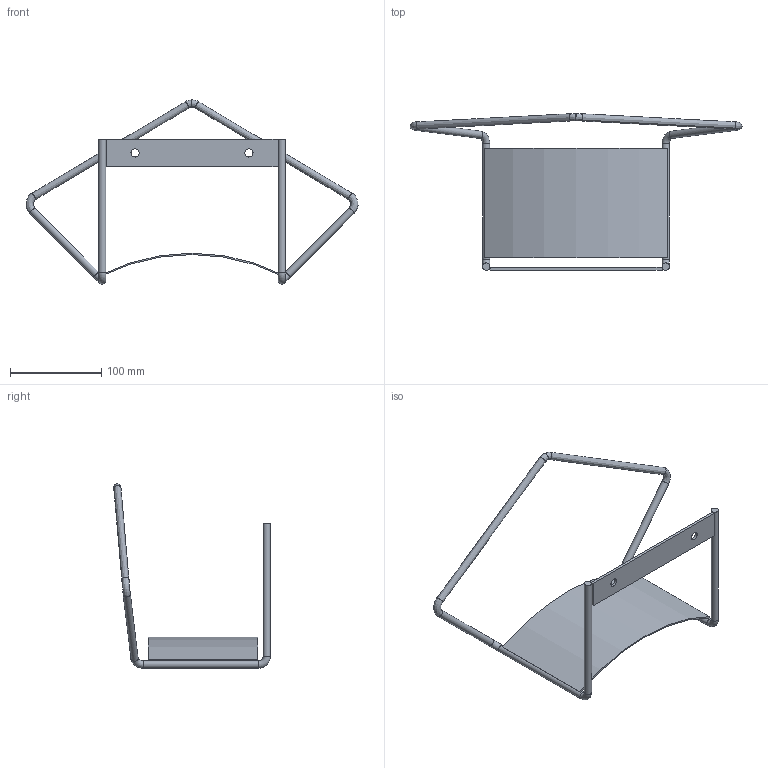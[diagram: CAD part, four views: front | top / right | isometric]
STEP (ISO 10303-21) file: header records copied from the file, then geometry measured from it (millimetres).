
FILE_DESCRIPTION(/* description */ ('Unknown'),/* implementation_level */ '2;1');
FILE_NAME(/* name */ '11006_Wandschlauchhalter',/* time_stamp */ '2021-01-28T11:58:59+01:00',/* author */ ('Unknown'),/* organization */ ('Unknown'),/* preprocessor_version */ 'ST-DEVELOPER v16.7',/* originating_system */ 'Solid Edge',/* authorisation */ 'Unknown');
FILE_SCHEMA (('AUTOMOTIVE_DESIGN {1 0 10303 214 3 1 1}'));
Length unit declared in the file: millimetre
Products named in the file (1): 50000011006_1_Wandschlauchhalter
Bounding box: 364.43 x 171.93 x 202.22 mm (x, y, z)
Volume: 116537.9 mm3; surface area: 95001.2 mm2
Topology: 3 solids, 3 shells, 34 faces, 70 edges, 42 vertices
Faces by surface type: plane 14, cylinder 10, bspline 6, torus 4
Full cylindrical faces by diameter (mm): 8 x6, 9 x2
Entity records: 2377 total; most frequent: CARTESIAN_POINT 1711, DIRECTION 133, ORIENTED_EDGE 96, EDGE_LOOP 56, FACE_BOUND 56, AXIS2_PLACEMENT_3D 56, EDGE_CURVE 48, VERTEX_POINT 38
